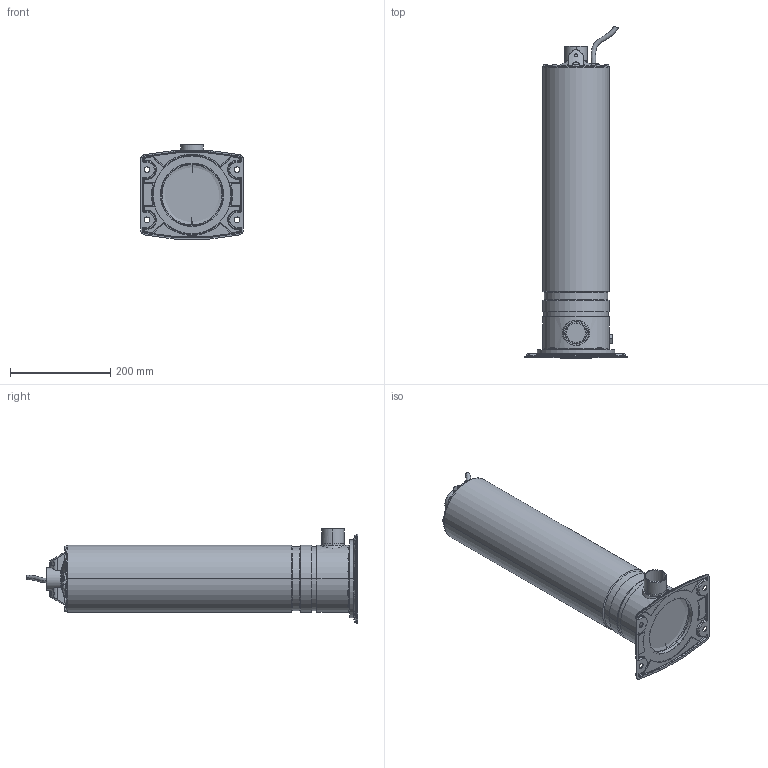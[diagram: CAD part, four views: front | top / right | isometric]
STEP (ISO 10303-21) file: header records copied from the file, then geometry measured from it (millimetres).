
FILE_DESCRIPTION (( 'STEP AP203' ), '1' );
FILE_NAME ('10018211swa00.step', '2023-06-27T12:58:51', ( '' ), ( '' ), 'SwSTEP 2.0', 'SolidWorks 2020', '' );
FILE_SCHEMA (( 'CONFIG_CONTROL_DESIGN' ));
Length unit declared in the file: millimetre
Products named in the file (10): Copia di 3_92_218^Copia di Coperchio 3.92.218 configurato_10018211swa00; Copia di M5x16_UNI_57390^Copia di Coperchio 3.92.218 configurato_10018211swa00; Copia di 2_92_057-2C_REV00^Copia di Coperchio 3.92.218 configurato_10018211swa00; Copia di 3_92_218^Copia di 3_92_218_Copia di Coperchio 3.92.218 configurato_10018211swa00; Copia di Coperchio 3.92.218 configurato^10018211swa00_Pompa SG; Copia di 2.92.069 Camicia configurata^10018211swa00_622; Copia di 3_92_217_REV00^Copia di 3_92_218_Copia di Coperchio 3.92.218 configurato_10018211swa00; Copia di 4_93_608_02_REV00^Copia di Coperchio 3.92.218 configurato_10018211swa00; Copia di 3_92_1440^Copia di 3_92_218_Copia di Coperchio 3.92.218 configurato_10018211swa00; 10018211swa00
Assembly tree (16 placements, depth 4):
  10018211swa00
    Copia di 2.92.069 Camicia configurata^10018211swa00_622
    Copia di Coperchio 3.92.218 configurato^10018211swa00_Pompa SG
      Copia di 4_93_608_02_REV00^Copia di Coperchio 3.92.218 configurato_10018211swa00
      Copia di 3_92_218^Copia di Coperchio 3.92.218 configurato_10018211swa00
        Copia di 3_92_218^Copia di 3_92_218_Copia di Coperchio 3.92.218 configurato_10018211swa00
        Copia di 3_92_217_REV00^Copia di 3_92_218_Copia di Coperchio 3.92.218 configurato_10018211swa00
        Copia di 3_92_1440^Copia di 3_92_218_Copia di Coperchio 3.92.218 configurato_10018211swa00
      Copia di M5x16_UNI_57390^Copia di Coperchio 3.92.218 configurato_10018211swa00  x8
      Copia di 2_92_057-2C_REV00^Copia di Coperchio 3.92.218 configurato_10018211swa00
Bounding box: 205 x 662.36 x 188.89 mm (x, y, z)
Volume: 8179779.1 mm3; surface area: 491333.3 mm2
Topology: 19 solids, 19 shells, 811 faces, 1991 edges, 1223 vertices
Faces by surface type: plane 267, cylinder 259, bspline 158, cone 115, sphere 8, torus 4
Entity records: 40778 total; most frequent: CARTESIAN_POINT 24712, ORIENTED_EDGE 3314, DIRECTION 2650, EDGE_CURVE 1657, VERTEX_POINT 1041, AXIS2_PLACEMENT_3D 1003, EDGE_LOOP 752, ADVANCED_FACE 678
